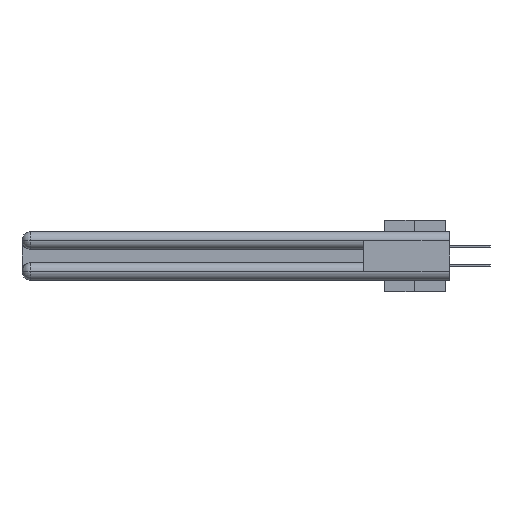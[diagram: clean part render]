
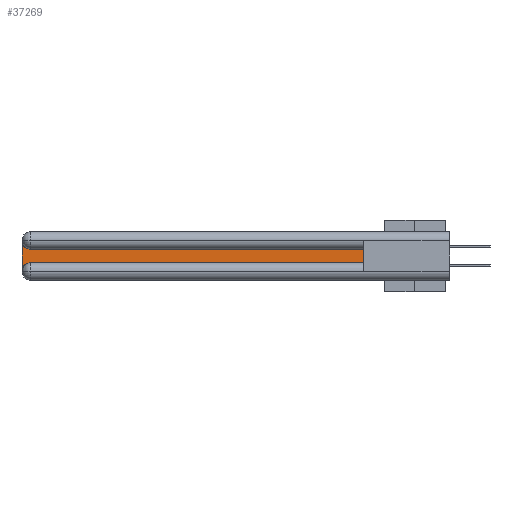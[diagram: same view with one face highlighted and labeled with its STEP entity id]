
A CAD part, left-side view. The second image highlights one B-rep face of the part: STEP entity #37269.
In plain terms, the highlighted planar face has unit normal (-1, 0, 0).
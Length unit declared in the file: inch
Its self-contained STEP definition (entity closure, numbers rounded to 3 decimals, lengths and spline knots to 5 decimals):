
#857 = CIRCLE ( 'NONE', #33463, 0.06 ) ;
#1977 = DIRECTION ( 'NONE',  ( 0., 1., 0. ) ) ;
#2077 = CARTESIAN_POINT ( 'NONE',  ( 0.075, 3., -0.2175 ) ) ;
#2595 = DIRECTION ( 'NONE',  ( 0., 0., -1. ) ) ;
#3008 = CARTESIAN_POINT ( 'NONE',  ( 0.075, 2.94, -0.2175 ) ) ;
#5120 = EDGE_CURVE ( 'NONE', #33520, #28094, #857, .T. ) ;
#5865 = DIRECTION ( 'NONE',  ( 0., -1., 0. ) ) ;
#6571 = AXIS2_PLACEMENT_3D ( 'NONE', #12833, #9669, #34163 ) ;
#7234 = CIRCLE ( 'NONE', #6571, 0.06 ) ;
#7372 = EDGE_LOOP ( 'NONE', ( #8817, #32167, #35347, #24336, #22545, #32691 ) ) ;
#8389 = EDGE_CURVE ( 'NONE', #14440, #18559, #10791, .T. ) ;
#8817 = ORIENTED_EDGE ( 'NONE', *, *, #16507, .T. ) ;
#8894 = CARTESIAN_POINT ( 'NONE',  ( 0.075, 3., -0.1225 ) ) ;
#9427 = EDGE_CURVE ( 'NONE', #28094, #39263, #24498, .T. ) ;
#9669 = DIRECTION ( 'NONE',  ( 1., 0., 0. ) ) ;
#10791 = LINE ( 'NONE', #34322, #36040 ) ;
#11658 = LINE ( 'NONE', #17583, #39297 ) ;
#11697 = EDGE_CURVE ( 'NONE', #39263, #36580, #7234, .T. ) ;
#12047 = DIRECTION ( 'NONE',  ( 1., 0., 0. ) ) ;
#12301 = CARTESIAN_POINT ( 'NONE',  ( 0.075, 2.94, -0.0625 ) ) ;
#12472 = EDGE_CURVE ( 'NONE', #36580, #14440, #20764, .T. ) ;
#12833 = CARTESIAN_POINT ( 'NONE',  ( 0.075, 2.94, -0.2775 ) ) ;
#13206 = CARTESIAN_POINT ( 'NONE',  ( 0.075, 3., -0.0625 ) ) ;
#13636 = VECTOR ( 'NONE', #5865, 39.37008 ) ;
#14440 = VERTEX_POINT ( 'NONE', #31044 ) ;
#15910 = DIRECTION ( 'NONE',  ( 1., 0., 0. ) ) ;
#16051 = CARTESIAN_POINT ( 'NONE',  ( 0.075, 0.6, -0.1225 ) ) ;
#16507 = EDGE_CURVE ( 'NONE', #18559, #33520, #11658, .T. ) ;
#17583 = CARTESIAN_POINT ( 'NONE',  ( 0.075, 0.6, -0.1225 ) ) ;
#18559 = VERTEX_POINT ( 'NONE', #16051 ) ;
#18721 = AXIS2_PLACEMENT_3D ( 'NONE', #8894, #12047, #33222 ) ;
#20764 = LINE ( 'NONE', #23981, #13636 ) ;
#21092 = PLANE ( 'NONE',  #18721 ) ;
#22223 = CARTESIAN_POINT ( 'NONE',  ( 0.075, 2.94, -0.1225 ) ) ;
#22545 = ORIENTED_EDGE ( 'NONE', *, *, #12472, .T. ) ;
#23981 = CARTESIAN_POINT ( 'NONE',  ( 0.075, 0.6, -0.2175 ) ) ;
#24336 = ORIENTED_EDGE ( 'NONE', *, *, #11697, .T. ) ;
#24498 = LINE ( 'NONE', #2077, #34022 ) ;
#25379 = CARTESIAN_POINT ( 'NONE',  ( 0.075, 3., -0.2775 ) ) ;
#25562 = DIRECTION ( 'NONE',  ( 0., 0., 1. ) ) ;
#28094 = VERTEX_POINT ( 'NONE', #13206 ) ;
#31044 = CARTESIAN_POINT ( 'NONE',  ( 0.075, 0.6, -0.2175 ) ) ;
#32167 = ORIENTED_EDGE ( 'NONE', *, *, #5120, .T. ) ;
#32691 = ORIENTED_EDGE ( 'NONE', *, *, #8389, .T. ) ;
#33222 = DIRECTION ( 'NONE',  ( 0., 0., -1. ) ) ;
#33463 = AXIS2_PLACEMENT_3D ( 'NONE', #12301, #15910, #36693 ) ;
#33520 = VERTEX_POINT ( 'NONE', #22223 ) ;
#34022 = VECTOR ( 'NONE', #2595, 39.37008 ) ;
#34163 = DIRECTION ( 'NONE',  ( 0., 0., -1. ) ) ;
#34322 = CARTESIAN_POINT ( 'NONE',  ( 0.075, 0.6, -0.2175 ) ) ;
#35347 = ORIENTED_EDGE ( 'NONE', *, *, #9427, .T. ) ;
#36040 = VECTOR ( 'NONE', #25562, 39.37008 ) ;
#36580 = VERTEX_POINT ( 'NONE', #3008 ) ;
#36693 = DIRECTION ( 'NONE',  ( 0., 0., -1. ) ) ;
#37269 = ADVANCED_FACE ( 'NONE', ( #38083 ), #21092, .F. ) ;
#38083 = FACE_OUTER_BOUND ( 'NONE', #7372, .T. ) ;
#39263 = VERTEX_POINT ( 'NONE', #25379 ) ;
#39297 = VECTOR ( 'NONE', #1977, 39.37008 ) ;
